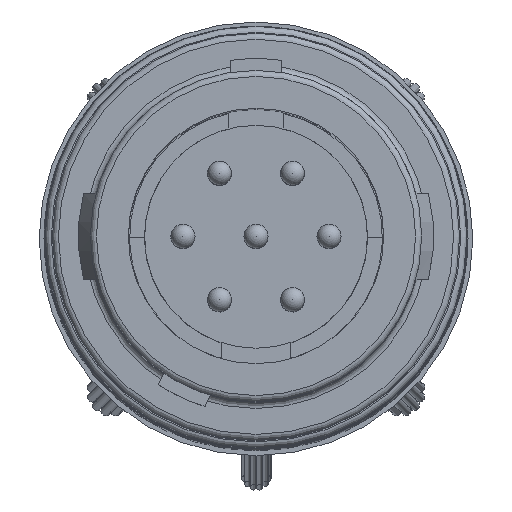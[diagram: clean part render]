
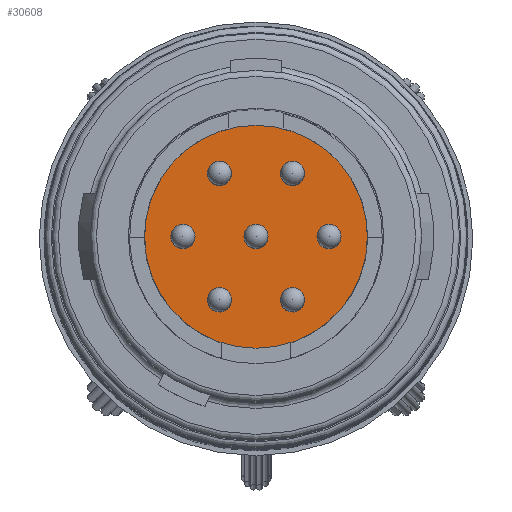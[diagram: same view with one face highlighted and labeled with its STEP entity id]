
A CAD part, top view. The second image highlights one B-rep face of the part: STEP entity #30608.
In plain terms, the highlighted planar face has unit normal (0, 0, 1).
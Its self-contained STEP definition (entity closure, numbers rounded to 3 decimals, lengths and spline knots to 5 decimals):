
#614=FACE_BOUND('',#3480,.T.);
#615=FACE_BOUND('',#3481,.T.);
#616=FACE_BOUND('',#3482,.T.);
#617=FACE_BOUND('',#3483,.T.);
#618=FACE_BOUND('',#3484,.T.);
#619=FACE_BOUND('',#3485,.T.);
#620=FACE_BOUND('',#3486,.T.);
#1028=PLANE('',#32985);
#1754=FACE_OUTER_BOUND('',#3479,.T.);
#3479=EDGE_LOOP('',(#19750,#19751));
#3480=EDGE_LOOP('',(#19752));
#3481=EDGE_LOOP('',(#19753));
#3482=EDGE_LOOP('',(#19754));
#3483=EDGE_LOOP('',(#19755));
#3484=EDGE_LOOP('',(#19756));
#3485=EDGE_LOOP('',(#19757));
#3486=EDGE_LOOP('',(#19758));
#5305=CIRCLE('',#32926,0.01);
#5309=CIRCLE('',#32932,0.01);
#5313=CIRCLE('',#32938,0.01);
#5317=CIRCLE('',#32944,0.01);
#5321=CIRCLE('',#32950,0.01);
#5325=CIRCLE('',#32956,0.01);
#5329=CIRCLE('',#32962,0.01);
#5337=CIRCLE('',#32981,0.0925);
#5338=CIRCLE('',#32982,0.0925);
#10955=VERTEX_POINT('',#50057);
#10959=VERTEX_POINT('',#50068);
#10963=VERTEX_POINT('',#50079);
#10967=VERTEX_POINT('',#50090);
#10971=VERTEX_POINT('',#50101);
#10975=VERTEX_POINT('',#50112);
#10979=VERTEX_POINT('',#50123);
#11003=VERTEX_POINT('',#50247);
#11004=VERTEX_POINT('',#50249);
#14036=EDGE_CURVE('',#10955,#10955,#5305,.T.);
#14041=EDGE_CURVE('',#10959,#10959,#5309,.T.);
#14046=EDGE_CURVE('',#10963,#10963,#5313,.T.);
#14051=EDGE_CURVE('',#10967,#10967,#5317,.T.);
#14056=EDGE_CURVE('',#10971,#10971,#5321,.T.);
#14061=EDGE_CURVE('',#10975,#10975,#5325,.T.);
#14066=EDGE_CURVE('',#10979,#10979,#5329,.T.);
#14102=EDGE_CURVE('',#11003,#11004,#5337,.T.);
#14103=EDGE_CURVE('',#11004,#11003,#5338,.T.);
#19750=ORIENTED_EDGE('',*,*,#14103,.F.);
#19751=ORIENTED_EDGE('',*,*,#14102,.F.);
#19752=ORIENTED_EDGE('',*,*,#14041,.T.);
#19753=ORIENTED_EDGE('',*,*,#14061,.T.);
#19754=ORIENTED_EDGE('',*,*,#14051,.T.);
#19755=ORIENTED_EDGE('',*,*,#14066,.T.);
#19756=ORIENTED_EDGE('',*,*,#14056,.T.);
#19757=ORIENTED_EDGE('',*,*,#14036,.T.);
#19758=ORIENTED_EDGE('',*,*,#14046,.T.);
#30608=ADVANCED_FACE('',(#1754,#614,#615,#616,#617,#618,#619,#620),#1028,
 .T.);
#32926=AXIS2_PLACEMENT_3D('',#50059,#37462,#37463);
#32932=AXIS2_PLACEMENT_3D('',#50070,#37475,#37476);
#32938=AXIS2_PLACEMENT_3D('',#50081,#37488,#37489);
#32944=AXIS2_PLACEMENT_3D('',#50092,#37501,#37502);
#32950=AXIS2_PLACEMENT_3D('',#50103,#37514,#37515);
#32956=AXIS2_PLACEMENT_3D('',#50114,#37527,#37528);
#32962=AXIS2_PLACEMENT_3D('',#50125,#37540,#37541);
#32981=AXIS2_PLACEMENT_3D('',#50250,#37601,#37602);
#32982=AXIS2_PLACEMENT_3D('',#50251,#37603,#37604);
#32985=AXIS2_PLACEMENT_3D('',#50254,#37609,#37610);
#37462=DIRECTION('center_axis',(0.,0.,-1.));
#37463=DIRECTION('ref_axis',(-1.,0.,0.));
#37475=DIRECTION('center_axis',(0.,0.,-1.));
#37476=DIRECTION('ref_axis',(-1.,0.,0.));
#37488=DIRECTION('center_axis',(0.,0.,-1.));
#37489=DIRECTION('ref_axis',(-1.,0.,0.));
#37501=DIRECTION('center_axis',(0.,0.,-1.));
#37502=DIRECTION('ref_axis',(-1.,0.,0.));
#37514=DIRECTION('center_axis',(0.,0.,-1.));
#37515=DIRECTION('ref_axis',(-1.,0.,0.));
#37527=DIRECTION('center_axis',(0.,0.,-1.));
#37528=DIRECTION('ref_axis',(-1.,0.,0.));
#37540=DIRECTION('center_axis',(0.,0.,-1.));
#37541=DIRECTION('ref_axis',(-1.,0.,0.));
#37601=DIRECTION('center_axis',(0.,0.,-1.));
#37602=DIRECTION('ref_axis',(0.,1.,0.));
#37603=DIRECTION('center_axis',(0.,0.,-1.));
#37604=DIRECTION('ref_axis',(0.,1.,0.));
#37609=DIRECTION('center_axis',(0.,0.,1.));
#37610=DIRECTION('ref_axis',(1.,0.,0.));
#50057=CARTESIAN_POINT('',(0.04031,0.0525,0.));
#50059=CARTESIAN_POINT('Origin',(0.03031,0.0525,0.));
#50068=CARTESIAN_POINT('',(-0.02031,0.0525,0.));
#50070=CARTESIAN_POINT('Origin',(-0.03031,0.0525,0.));
#50079=CARTESIAN_POINT('',(0.01,0.,0.));
#50081=CARTESIAN_POINT('Origin',(0.,0.,0.));
#50090=CARTESIAN_POINT('',(-0.02031,-0.0525,0.));
#50092=CARTESIAN_POINT('Origin',(-0.03031,-0.0525,0.));
#50101=CARTESIAN_POINT('',(0.04031,-0.0525,0.));
#50103=CARTESIAN_POINT('Origin',(0.03031,-0.0525,0.));
#50112=CARTESIAN_POINT('',(0.07062,0.,0.));
#50114=CARTESIAN_POINT('Origin',(0.06062,0.,
0.));
#50123=CARTESIAN_POINT('',(-0.05062,0.,0.));
#50125=CARTESIAN_POINT('Origin',(-0.06062,0.,
0.));
#50247=CARTESIAN_POINT('',(0.,-0.0925,0.));
#50249=CARTESIAN_POINT('',(0.,0.0925,0.));
#50250=CARTESIAN_POINT('Origin',(0.,0.,0.));
#50251=CARTESIAN_POINT('Origin',(0.,0.,0.));
#50254=CARTESIAN_POINT('Origin',(0.,0.04625,0.));
